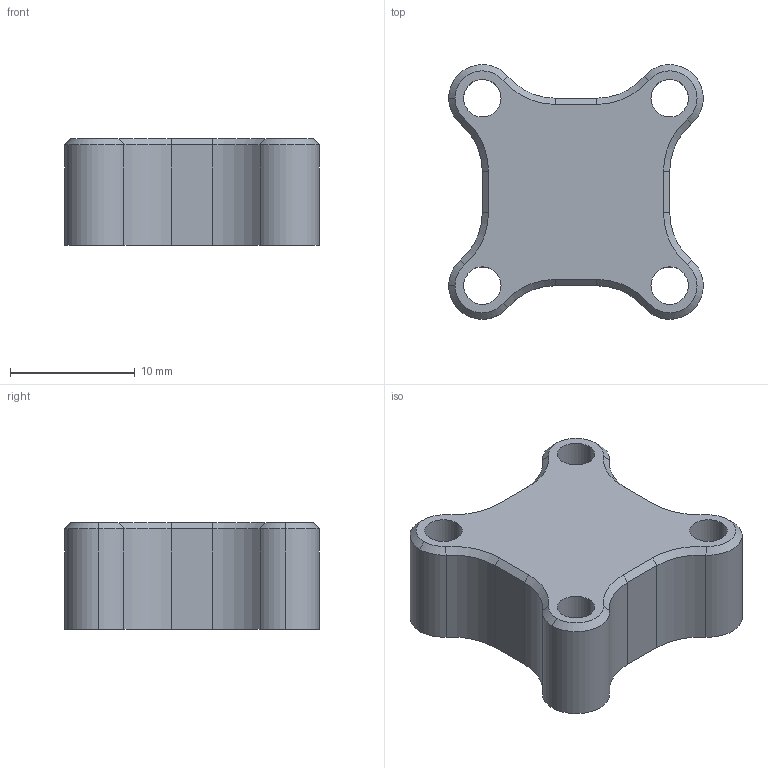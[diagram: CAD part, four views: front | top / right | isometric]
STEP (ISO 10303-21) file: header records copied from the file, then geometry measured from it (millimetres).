
FILE_DESCRIPTION (( 'STEP AP214' ), '1' );
FILE_NAME ('Scintilator_holder^Scintillator_asembly.STEP', '2025-04-22T08:19:24', ( '' ), ( '' ), 'SwSTEP 2.0', 'SolidWorks 2025', '' );
FILE_SCHEMA (( 'AUTOMOTIVE_DESIGN' ));
Length unit declared in the file: millimetre
Products named in the file (1): Scintilator_holder^Scintillator_asembly
Bounding box: 20.38 x 20.38 x 8.54 mm (x, y, z)
Volume: 1917.5 mm3; surface area: 1760.6 mm2
Topology: 1 solids, 1 shells, 73 faces, 184 edges, 114 vertices
Faces by surface type: cylinder 36, cone 22, plane 15
Entity records: 2243 total; most frequent: DIRECTION 426, CARTESIAN_POINT 372, ORIENTED_EDGE 368, EDGE_CURVE 184, AXIS2_PLACEMENT_3D 168, VERTEX_POINT 114, CIRCLE 94, LINE 90
